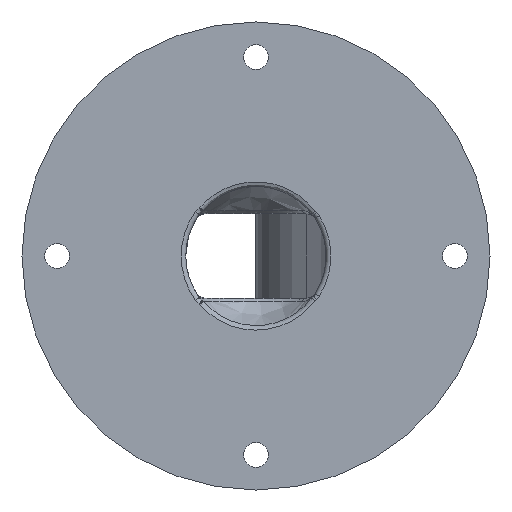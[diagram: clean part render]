
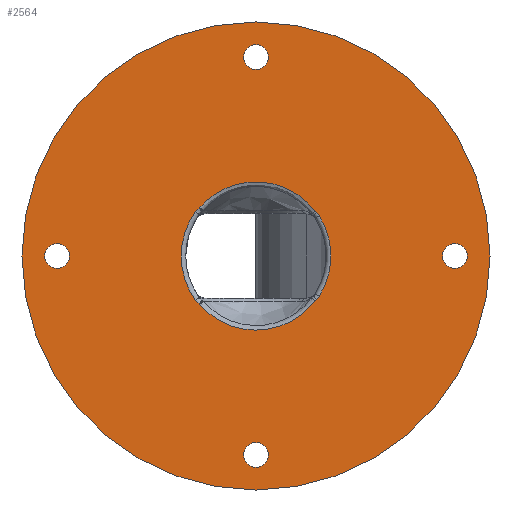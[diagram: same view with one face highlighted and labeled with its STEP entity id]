
A CAD part, front view. The second image highlights one B-rep face of the part: STEP entity #2564.
In plain terms, the highlighted planar face has unit normal (0, -1, 0).
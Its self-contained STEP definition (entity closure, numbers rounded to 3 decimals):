
#20=B_SPLINE_CURVE_WITH_KNOTS('',3,(#4060,#4061,#4062,#4063),
 .UNSPECIFIED.,.F.,.F.,(4,4),(-0.11,0.),.UNSPECIFIED.);
#22=B_SPLINE_CURVE_WITH_KNOTS('',3,(#4094,#4095,#4096,#4097),
 .UNSPECIFIED.,.F.,.F.,(4,4),(0.,0.037),
 .UNSPECIFIED.);
#25=B_SPLINE_CURVE_WITH_KNOTS('',3,(#4149,#4150,#4151,#4152,#4153,#4154,
#4155),.UNSPECIFIED.,.F.,.F.,(4,1,1,1,4),(-3.725,-2.919,
-2.515,-1.708,-0.902),.UNSPECIFIED.);
#27=B_SPLINE_CURVE_WITH_KNOTS('',3,(#4192,#4193,#4194,#4195),
 .UNSPECIFIED.,.F.,.F.,(4,4),(0.,0.022),
 .UNSPECIFIED.);
#29=B_SPLINE_CURVE_WITH_KNOTS('',3,(#4229,#4230,#4231,#4232),
 .UNSPECIFIED.,.F.,.F.,(4,4),(0.,0.11),.UNSPECIFIED.);
#31=B_SPLINE_CURVE_WITH_KNOTS('',3,(#4263,#4264,#4265,#4266),
 .UNSPECIFIED.,.F.,.F.,(4,4),(0.,0.037),.UNSPECIFIED.);
#32=B_SPLINE_CURVE_WITH_KNOTS('',3,(#4308,#4309,#4310,#4311,#4312,#4313,
#4314),.UNSPECIFIED.,.F.,.F.,(4,1,1,1,4),(-2.824,-2.017,
-1.21,-0.403,0.),.UNSPECIFIED.);
#35=B_SPLINE_CURVE_WITH_KNOTS('',3,(#4346,#4347,#4348,#4349),
 .UNSPECIFIED.,.F.,.F.,(4,4),(-0.022,0.),
 .UNSPECIFIED.);
#112=FACE_BOUND('',#395,.T.);
#113=FACE_BOUND('',#396,.T.);
#114=FACE_BOUND('',#397,.T.);
#115=FACE_BOUND('',#398,.T.);
#116=FACE_BOUND('',#399,.T.);
#142=PLANE('',#2812);
#231=FACE_OUTER_BOUND('',#394,.T.);
#394=EDGE_LOOP('',(#1950));
#395=EDGE_LOOP('',(#1951));
#396=EDGE_LOOP('',(#1952));
#397=EDGE_LOOP('',(#1953));
#398=EDGE_LOOP('',(#1954));
#399=EDGE_LOOP('',(#1955,#1956,#1957,#1958,#1959,#1960,#1961,#1962,#1963,
#1964,#1965,#1966));
#579=CIRCLE('',#2787,16.);
#583=CIRCLE('',#2792,3.);
#586=CIRCLE('',#2796,16.);
#591=CIRCLE('',#2802,3.);
#600=CIRCLE('',#2813,50.);
#601=CIRCLE('',#2814,2.65);
#602=CIRCLE('',#2815,2.65);
#603=CIRCLE('',#2816,2.65);
#604=CIRCLE('',#2817,2.65);
#1152=VERTEX_POINT('',#4057);
#1153=VERTEX_POINT('',#4059);
#1156=VERTEX_POINT('',#4091);
#1157=VERTEX_POINT('',#4093);
#1159=VERTEX_POINT('',#4139);
#1162=VERTEX_POINT('',#4158);
#1163=VERTEX_POINT('',#4160);
#1165=VERTEX_POINT('',#4197);
#1167=VERTEX_POINT('',#4222);
#1169=VERTEX_POINT('',#4253);
#1172=VERTEX_POINT('',#4261);
#1174=VERTEX_POINT('',#4306);
#1188=VERTEX_POINT('',#4644);
#1189=VERTEX_POINT('',#4646);
#1190=VERTEX_POINT('',#4648);
#1191=VERTEX_POINT('',#4650);
#1192=VERTEX_POINT('',#4652);
#1430=EDGE_CURVE('',#1152,#1153,#20,.T.);
#1434=EDGE_CURVE('',#1156,#1157,#22,.T.);
#1439=EDGE_CURVE('',#1157,#1159,#25,.T.);
#1441=EDGE_CURVE('',#1162,#1163,#579,.T.);
#1445=EDGE_CURVE('',#1163,#1156,#583,.T.);
#1447=EDGE_CURVE('',#1159,#1152,#27,.T.);
#1450=EDGE_CURVE('',#1153,#1165,#586,.T.);
#1453=EDGE_CURVE('',#1165,#1167,#29,.T.);
#1457=EDGE_CURVE('',#1172,#1169,#31,.T.);
#1459=EDGE_CURVE('',#1169,#1162,#591,.T.);
#1461=EDGE_CURVE('',#1174,#1172,#32,.T.);
#1464=EDGE_CURVE('',#1167,#1174,#35,.T.);
#1484=EDGE_CURVE('',#1188,#1188,#600,.T.);
#1485=EDGE_CURVE('',#1189,#1189,#601,.T.);
#1486=EDGE_CURVE('',#1190,#1190,#602,.T.);
#1487=EDGE_CURVE('',#1191,#1191,#603,.T.);
#1488=EDGE_CURVE('',#1192,#1192,#604,.T.);
#1950=ORIENTED_EDGE('',*,*,#1484,.T.);
#1951=ORIENTED_EDGE('',*,*,#1485,.T.);
#1952=ORIENTED_EDGE('',*,*,#1486,.T.);
#1953=ORIENTED_EDGE('',*,*,#1487,.T.);
#1954=ORIENTED_EDGE('',*,*,#1488,.T.);
#1955=ORIENTED_EDGE('',*,*,#1457,.F.);
#1956=ORIENTED_EDGE('',*,*,#1461,.F.);
#1957=ORIENTED_EDGE('',*,*,#1464,.F.);
#1958=ORIENTED_EDGE('',*,*,#1453,.F.);
#1959=ORIENTED_EDGE('',*,*,#1450,.F.);
#1960=ORIENTED_EDGE('',*,*,#1430,.F.);
#1961=ORIENTED_EDGE('',*,*,#1447,.F.);
#1962=ORIENTED_EDGE('',*,*,#1439,.F.);
#1963=ORIENTED_EDGE('',*,*,#1434,.F.);
#1964=ORIENTED_EDGE('',*,*,#1445,.F.);
#1965=ORIENTED_EDGE('',*,*,#1441,.F.);
#1966=ORIENTED_EDGE('',*,*,#1459,.F.);
#2564=ADVANCED_FACE('',(#231,#112,#113,#114,#115,#116),#142,.T.);
#2787=AXIS2_PLACEMENT_3D('',#4161,#3251,#3252);
#2792=AXIS2_PLACEMENT_3D('',#4167,#3261,#3262);
#2796=AXIS2_PLACEMENT_3D('',#4201,#3269,#3270);
#2802=AXIS2_PLACEMENT_3D('',#4269,#3281,#3282);
#2812=AXIS2_PLACEMENT_3D('',#4643,#3303,#3304);
#2813=AXIS2_PLACEMENT_3D('',#4645,#3305,#3306);
#2814=AXIS2_PLACEMENT_3D('',#4647,#3307,#3308);
#2815=AXIS2_PLACEMENT_3D('',#4649,#3309,#3310);
#2816=AXIS2_PLACEMENT_3D('',#4651,#3311,#3312);
#2817=AXIS2_PLACEMENT_3D('',#4653,#3313,#3314);
#3251=DIRECTION('center_axis',(0.,-1.,0.));
#3252=DIRECTION('ref_axis',(1.,0.,0.));
#3261=DIRECTION('center_axis',(0.,-1.,0.));
#3262=DIRECTION('ref_axis',(0.931,0.,0.366));
#3269=DIRECTION('center_axis',(0.,-1.,0.));
#3270=DIRECTION('ref_axis',(-1.,0.,0.));
#3281=DIRECTION('center_axis',(0.,-1.,0.));
#3282=DIRECTION('ref_axis',(0.931,0.,-0.366));
#3303=DIRECTION('center_axis',(0.,-1.,0.));
#3304=DIRECTION('ref_axis',(0.,0.,-1.));
#3305=DIRECTION('center_axis',(0.,-1.,0.));
#3306=DIRECTION('ref_axis',(1.,0.,0.));
#3307=DIRECTION('center_axis',(0.,1.,0.));
#3308=DIRECTION('ref_axis',(1.,0.,0.));
#3309=DIRECTION('center_axis',(0.,1.,0.));
#3310=DIRECTION('ref_axis',(0.,0.,1.));
#3311=DIRECTION('center_axis',(0.,1.,0.));
#3312=DIRECTION('ref_axis',(-1.,0.,0.));
#3313=DIRECTION('center_axis',(0.,1.,0.));
#3314=DIRECTION('ref_axis',(0.,0.,-1.));
#4057=CARTESIAN_POINT('',(-12.152,-90.,10.209));
#4059=CARTESIAN_POINT('',(-12.926,-90.,9.429));
#4060=CARTESIAN_POINT('Ctrl Pts',(-12.152,-90.,10.209));
#4061=CARTESIAN_POINT('Ctrl Pts',(-12.446,-90.,9.989));
#4062=CARTESIAN_POINT('Ctrl Pts',(-12.71,-90.,9.726));
#4063=CARTESIAN_POINT('Ctrl Pts',(-12.926,-90.,9.429));
#4091=CARTESIAN_POINT('',(12.896,-90.,9.287));
#4093=CARTESIAN_POINT('',(12.644,-90.,9.553));
#4094=CARTESIAN_POINT('Ctrl Pts',(12.896,-90.,9.287));
#4095=CARTESIAN_POINT('Ctrl Pts',(12.803,-90.,9.366));
#4096=CARTESIAN_POINT('Ctrl Pts',(12.718,-90.,9.455));
#4097=CARTESIAN_POINT('Ctrl Pts',(12.644,-90.,9.553));
#4139=CARTESIAN_POINT('',(-11.992,-90.,10.358));
#4149=CARTESIAN_POINT('Ctrl Pts',(12.644,-90.,9.553));
#4150=CARTESIAN_POINT('Ctrl Pts',(11.022,-90.,11.698));
#4151=CARTESIAN_POINT('Ctrl Pts',(7.753,-90.,14.275));
#4152=CARTESIAN_POINT('Ctrl Pts',(1.251,-90.,16.198));
#4153=CARTESIAN_POINT('Ctrl Pts',(-5.659,-90.,15.547));
#4154=CARTESIAN_POINT('Ctrl Pts',(-10.234,-90.,12.393));
#4155=CARTESIAN_POINT('Ctrl Pts',(-11.992,-90.,10.358));
#4158=CARTESIAN_POINT('',(13.482,-90.,-8.615));
#4160=CARTESIAN_POINT('',(13.482,-90.,8.615));
#4161=CARTESIAN_POINT('Origin',(0.,-90.,0.));
#4167=CARTESIAN_POINT('Origin',(10.954,-90.,7.));
#4192=CARTESIAN_POINT('Ctrl Pts',(-11.992,-90.,10.358));
#4193=CARTESIAN_POINT('Ctrl Pts',(-12.04,-90.,10.303));
#4194=CARTESIAN_POINT('Ctrl Pts',(-12.094,-90.,10.253));
#4195=CARTESIAN_POINT('Ctrl Pts',(-12.152,-90.,10.209));
#4197=CARTESIAN_POINT('',(-12.926,-90.,-9.429));
#4201=CARTESIAN_POINT('Origin',(0.,-90.,0.));
#4222=CARTESIAN_POINT('',(-12.152,-90.,-10.209));
#4229=CARTESIAN_POINT('Ctrl Pts',(-12.926,-90.,-9.429));
#4230=CARTESIAN_POINT('Ctrl Pts',(-12.71,-90.,-9.726));
#4231=CARTESIAN_POINT('Ctrl Pts',(-12.446,-90.,-9.989));
#4232=CARTESIAN_POINT('Ctrl Pts',(-12.152,-90.,-10.209));
#4253=CARTESIAN_POINT('',(12.896,-90.,-9.287));
#4261=CARTESIAN_POINT('',(12.644,-90.,-9.553));
#4263=CARTESIAN_POINT('Ctrl Pts',(12.644,-90.,-9.553));
#4264=CARTESIAN_POINT('Ctrl Pts',(12.718,-90.,-9.455));
#4265=CARTESIAN_POINT('Ctrl Pts',(12.803,-90.,-9.366));
#4266=CARTESIAN_POINT('Ctrl Pts',(12.896,-90.,-9.287));
#4269=CARTESIAN_POINT('Origin',(10.954,-90.,-7.));
#4306=CARTESIAN_POINT('',(-11.992,-90.,-10.358));
#4308=CARTESIAN_POINT('Ctrl Pts',(-11.992,-90.,-10.358));
#4309=CARTESIAN_POINT('Ctrl Pts',(-10.234,-90.,-12.393));
#4310=CARTESIAN_POINT('Ctrl Pts',(-5.661,-90.,-15.545));
#4311=CARTESIAN_POINT('Ctrl Pts',(2.637,-90.,-16.334));
#4312=CARTESIAN_POINT('Ctrl Pts',(8.992,-90.,-13.537));
#4313=CARTESIAN_POINT('Ctrl Pts',(11.833,-90.,-10.625));
#4314=CARTESIAN_POINT('Ctrl Pts',(12.644,-90.,-9.553));
#4346=CARTESIAN_POINT('Ctrl Pts',(-12.152,-90.,-10.209));
#4347=CARTESIAN_POINT('Ctrl Pts',(-12.094,-90.,-10.253));
#4348=CARTESIAN_POINT('Ctrl Pts',(-12.04,-90.,-10.303));
#4349=CARTESIAN_POINT('Ctrl Pts',(-11.992,-90.,-10.358));
#4643=CARTESIAN_POINT('Origin',(0.,-90.,0.));
#4644=CARTESIAN_POINT('',(-50.,-90.,0.));
#4645=CARTESIAN_POINT('Origin',(0.,-90.,0.));
#4646=CARTESIAN_POINT('',(-2.65,-90.,42.5));
#4647=CARTESIAN_POINT('Origin',(0.,-90.,42.5));
#4648=CARTESIAN_POINT('',(-42.5,-90.,-2.65));
#4649=CARTESIAN_POINT('Origin',(-42.5,-90.,0.));
#4650=CARTESIAN_POINT('',(2.65,-90.,-42.5));
#4651=CARTESIAN_POINT('Origin',(0.,-90.,-42.5));
#4652=CARTESIAN_POINT('',(42.5,-90.,2.65));
#4653=CARTESIAN_POINT('Origin',(42.5,-90.,0.));
